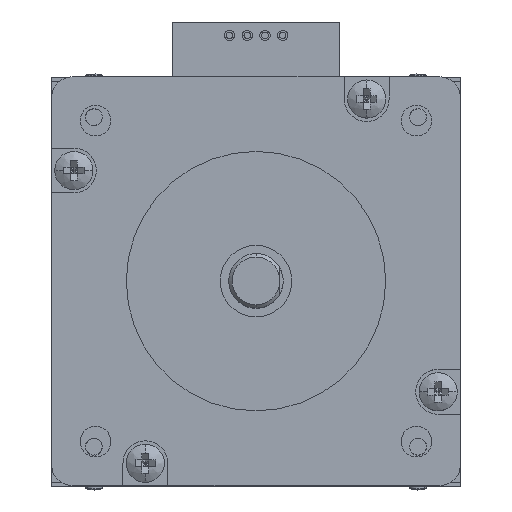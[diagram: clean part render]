
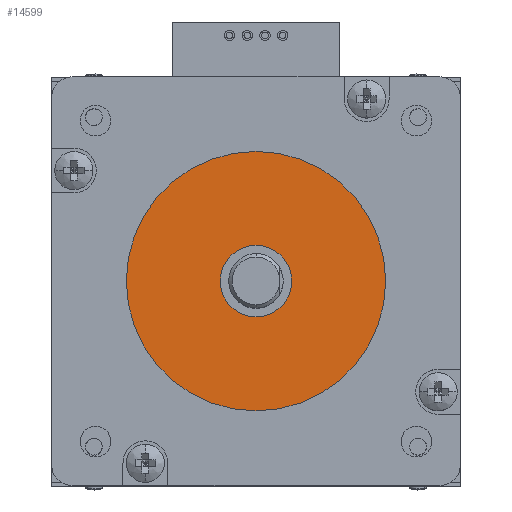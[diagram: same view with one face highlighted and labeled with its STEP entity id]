
A CAD part, top view. The second image highlights one B-rep face of the part: STEP entity #14599.
In plain terms, the highlighted face is planar.
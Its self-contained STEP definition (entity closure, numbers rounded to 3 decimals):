
#843 = DIRECTION ( 'NONE',  ( 0., 0., -1. ) ) ;
#1221 = CARTESIAN_POINT ( 'NONE',  ( 0., 0., -3.6 ) ) ;
#1625 = DIRECTION ( 'NONE',  ( 0., 0., -1. ) ) ;
#3083 = VERTEX_POINT ( 'NONE', #21120 ) ;
#4796 = AXIS2_PLACEMENT_3D ( 'NONE', #27081, #8109, #16535 ) ;
#5752 = VERTEX_POINT ( 'NONE', #10824 ) ;
#6980 = CARTESIAN_POINT ( 'NONE',  ( -19.05, 0., -3.6 ) ) ;
#7200 = CARTESIAN_POINT ( 'NONE',  ( 0., 0., -3.6 ) ) ;
#7437 = CIRCLE ( 'NONE', #14077, 19.05 ) ;
#7734 = DIRECTION ( 'NONE',  ( 0., -1., 0. ) ) ;
#7771 = AXIS2_PLACEMENT_3D ( 'NONE', #15553, #843, #17624 ) ;
#8109 = DIRECTION ( 'NONE',  ( 0., 0., 1. ) ) ;
#8749 = DIRECTION ( 'NONE',  ( 0., 0., -1. ) ) ;
#9286 = DIRECTION ( 'NONE',  ( -1., 0., 0. ) ) ;
#9338 = VERTEX_POINT ( 'NONE', #6980 ) ;
#10824 = CARTESIAN_POINT ( 'NONE',  ( 5.25, 0., -3.6 ) ) ;
#11598 = EDGE_CURVE ( 'NONE', #9338, #22290, #15737, .T. ) ;
#11949 = ORIENTED_EDGE ( 'NONE', *, *, #19926, .T. ) ;
#12491 = EDGE_LOOP ( 'NONE', ( #26673, #11949 ) ) ;
#12837 = EDGE_CURVE ( 'NONE', #5752, #3083, #27285, .T. ) ;
#13232 = CIRCLE ( 'NONE', #4796, 5.25 ) ;
#14077 = AXIS2_PLACEMENT_3D ( 'NONE', #7200, #8749, #15652 ) ;
#14599 = ADVANCED_FACE ( 'NONE', ( #16569, #24893 ), #24771, .T. ) ;
#15553 = CARTESIAN_POINT ( 'NONE',  ( 0., 0., -3.6 ) ) ;
#15652 = DIRECTION ( 'NONE',  ( -1., 0., 0. ) ) ;
#15737 = CIRCLE ( 'NONE', #7771, 19.05 ) ;
#16535 = DIRECTION ( 'NONE',  ( -1., 0., 0. ) ) ;
#16569 = FACE_BOUND ( 'NONE', #25170, .T. ) ;
#17624 = DIRECTION ( 'NONE',  ( -1., 0., 0. ) ) ;
#18059 = AXIS2_PLACEMENT_3D ( 'NONE', #26707, #1625, #7734 ) ;
#19775 = ORIENTED_EDGE ( 'NONE', *, *, #12837, .T. ) ;
#19926 = EDGE_CURVE ( 'NONE', #22290, #9338, #7437, .T. ) ;
#19995 = CARTESIAN_POINT ( 'NONE',  ( 19.05, 0., -3.6 ) ) ;
#20104 = ORIENTED_EDGE ( 'NONE', *, *, #24203, .T. ) ;
#21120 = CARTESIAN_POINT ( 'NONE',  ( -5.25, 0., -3.6 ) ) ;
#22290 = VERTEX_POINT ( 'NONE', #19995 ) ;
#24066 = DIRECTION ( 'NONE',  ( 0., 0., 1. ) ) ;
#24203 = EDGE_CURVE ( 'NONE', #3083, #5752, #13232, .T. ) ;
#24771 = PLANE ( 'NONE',  #18059 ) ;
#24893 = FACE_OUTER_BOUND ( 'NONE', #12491, .T. ) ;
#25058 = AXIS2_PLACEMENT_3D ( 'NONE', #1221, #24066, #9286 ) ;
#25170 = EDGE_LOOP ( 'NONE', ( #20104, #19775 ) ) ;
#26673 = ORIENTED_EDGE ( 'NONE', *, *, #11598, .T. ) ;
#26707 = CARTESIAN_POINT ( 'NONE',  ( 19.832, 19.812, -3.6 ) ) ;
#27081 = CARTESIAN_POINT ( 'NONE',  ( 0., 0., -3.6 ) ) ;
#27285 = CIRCLE ( 'NONE', #25058, 5.25 ) ;
